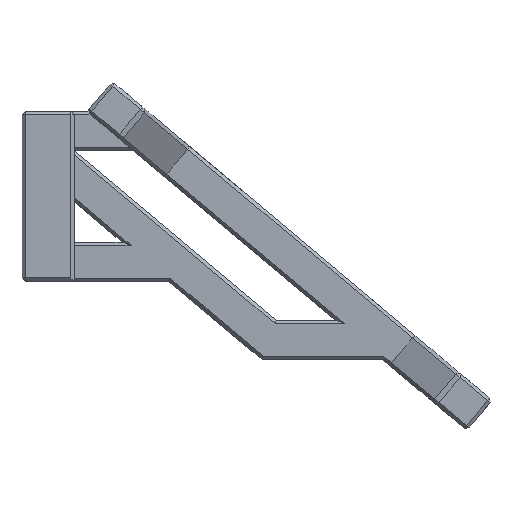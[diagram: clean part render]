
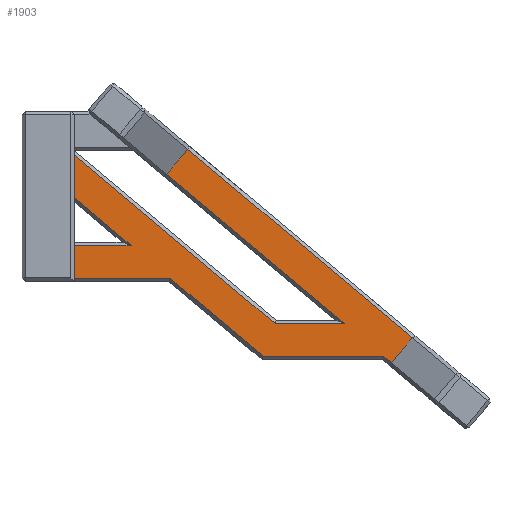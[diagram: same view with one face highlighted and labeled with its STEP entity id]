
A CAD part, top view. The second image highlights one B-rep face of the part: STEP entity #1903.
In plain terms, the highlighted planar face has unit normal (0, 0, 1).
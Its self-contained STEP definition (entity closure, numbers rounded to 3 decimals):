
#94=FACE_OUTER_BOUND('',#223,.T.);
#223=EDGE_LOOP('',(#1365,#1366,#1367,#1368,#1369,#1370,#1371,#1372,#1373,
#1374,#1375,#1376,#1377,#1378));
#394=LINE('',#2869,#637);
#402=LINE('',#2885,#645);
#407=LINE('',#2895,#650);
#410=LINE('',#2899,#653);
#411=LINE('',#2902,#654);
#412=LINE('',#2904,#655);
#413=LINE('',#2906,#656);
#414=LINE('',#2908,#657);
#415=LINE('',#2910,#658);
#416=LINE('',#2912,#659);
#417=LINE('',#2914,#660);
#418=LINE('',#2916,#661);
#419=LINE('',#2918,#662);
#420=LINE('',#2919,#663);
#637=VECTOR('',#2294,10.);
#645=VECTOR('',#2302,10.);
#650=VECTOR('',#2311,10.);
#653=VECTOR('',#2316,10.);
#654=VECTOR('',#2319,10.);
#655=VECTOR('',#2320,10.);
#656=VECTOR('',#2321,10.);
#657=VECTOR('',#2322,10.);
#658=VECTOR('',#2323,10.);
#659=VECTOR('',#2324,10.);
#660=VECTOR('',#2325,10.);
#661=VECTOR('',#2326,10.);
#662=VECTOR('',#2327,10.);
#663=VECTOR('',#2328,10.);
#871=VERTEX_POINT('',#2866);
#872=VERTEX_POINT('',#2868);
#879=VERTEX_POINT('',#2882);
#880=VERTEX_POINT('',#2884);
#883=VERTEX_POINT('',#2894);
#884=VERTEX_POINT('',#2901);
#885=VERTEX_POINT('',#2903);
#886=VERTEX_POINT('',#2905);
#887=VERTEX_POINT('',#2907);
#888=VERTEX_POINT('',#2909);
#889=VERTEX_POINT('',#2911);
#890=VERTEX_POINT('',#2913);
#891=VERTEX_POINT('',#2915);
#892=VERTEX_POINT('',#2917);
#1039=EDGE_CURVE('',#871,#872,#394,.T.);
#1047=EDGE_CURVE('',#879,#880,#402,.T.);
#1052=EDGE_CURVE('',#883,#871,#407,.T.);
#1055=EDGE_CURVE('',#880,#883,#410,.T.);
#1056=EDGE_CURVE('',#884,#879,#411,.T.);
#1057=EDGE_CURVE('',#885,#884,#412,.T.);
#1058=EDGE_CURVE('',#886,#885,#413,.T.);
#1059=EDGE_CURVE('',#887,#886,#414,.T.);
#1060=EDGE_CURVE('',#888,#887,#415,.T.);
#1061=EDGE_CURVE('',#889,#888,#416,.T.);
#1062=EDGE_CURVE('',#890,#889,#417,.T.);
#1063=EDGE_CURVE('',#891,#890,#418,.T.);
#1064=EDGE_CURVE('',#892,#891,#419,.T.);
#1065=EDGE_CURVE('',#872,#892,#420,.T.);
#1365=ORIENTED_EDGE('',*,*,#1052,.F.);
#1366=ORIENTED_EDGE('',*,*,#1055,.F.);
#1367=ORIENTED_EDGE('',*,*,#1047,.F.);
#1368=ORIENTED_EDGE('',*,*,#1056,.F.);
#1369=ORIENTED_EDGE('',*,*,#1057,.F.);
#1370=ORIENTED_EDGE('',*,*,#1058,.F.);
#1371=ORIENTED_EDGE('',*,*,#1059,.F.);
#1372=ORIENTED_EDGE('',*,*,#1060,.F.);
#1373=ORIENTED_EDGE('',*,*,#1061,.F.);
#1374=ORIENTED_EDGE('',*,*,#1062,.F.);
#1375=ORIENTED_EDGE('',*,*,#1063,.F.);
#1376=ORIENTED_EDGE('',*,*,#1064,.F.);
#1377=ORIENTED_EDGE('',*,*,#1065,.F.);
#1378=ORIENTED_EDGE('',*,*,#1039,.F.);
#1793=PLANE('',#2050);
#1903=ADVANCED_FACE('',(#94),#1793,.F.);
#2050=AXIS2_PLACEMENT_3D('',#2900,#2317,#2318);
#2294=DIRECTION('',(0.,1.,0.));
#2302=DIRECTION('',(0.,1.,0.));
#2311=DIRECTION('',(-0.766,0.643,0.));
#2316=DIRECTION('',(1.,0.,0.));
#2317=DIRECTION('center_axis',(0.,0.,-1.));
#2318=DIRECTION('ref_axis',(-1.,0.,0.));
#2319=DIRECTION('',(-1.,0.,0.));
#2320=DIRECTION('',(-0.766,0.643,0.));
#2321=DIRECTION('',(-1.,0.,0.));
#2322=DIRECTION('',(-0.766,0.643,0.));
#2323=DIRECTION('',(-0.643,-0.766,0.));
#2324=DIRECTION('',(0.766,-0.643,0.));
#2325=DIRECTION('',(0.643,0.766,0.));
#2326=DIRECTION('',(-0.766,0.643,0.));
#2327=DIRECTION('',(1.,0.,0.));
#2328=DIRECTION('',(0.766,-0.643,0.));
#2866=CARTESIAN_POINT('',(8.,12.82,6.));
#2868=CARTESIAN_POINT('',(8.,19.347,6.));
#2869=CARTESIAN_POINT('',(8.,20.,6.));
#2882=CARTESIAN_POINT('',(8.,0.5,6.));
#2884=CARTESIAN_POINT('',(8.,5.5,6.));
#2885=CARTESIAN_POINT('',(8.,20.,6.));
#2894=CARTESIAN_POINT('',(16.724,5.5,6.));
#2895=CARTESIAN_POINT('',(18.59,3.934,6.));
#2899=CARTESIAN_POINT('',(25.694,5.5,6.));
#2900=CARTESIAN_POINT('Origin',(36.038,3.872,6.));
#2901=CARTESIAN_POINT('',(22.683,0.5,6.));
#2902=CARTESIAN_POINT('',(18.019,0.5,6.));
#2903=CARTESIAN_POINT('',(36.984,-11.5,6.));
#2904=CARTESIAN_POINT('',(25.841,-2.15,6.));
#2905=CARTESIAN_POINT('',(55.469,-11.5,6.));
#2906=CARTESIAN_POINT('',(36.42,-11.5,6.));
#2907=CARTESIAN_POINT('',(56.667,-12.506,6.));
#2908=CARTESIAN_POINT('',(46.052,-3.599,6.));
#2909=CARTESIAN_POINT('',(59.881,-8.675,6.));
#2910=CARTESIAN_POINT('',(56.346,-12.889,6.));
#2911=CARTESIAN_POINT('',(25.409,20.25,6.));
#2912=CARTESIAN_POINT('',(55.733,-5.195,6.));
#2913=CARTESIAN_POINT('',(22.195,16.42,6.));
#2914=CARTESIAN_POINT('',(21.874,16.037,6.));
#2915=CARTESIAN_POINT('',(49.51,-6.5,6.));
#2916=CARTESIAN_POINT('',(26.984,12.401,6.));
#2917=CARTESIAN_POINT('',(38.804,-6.5,6.));
#2918=CARTESIAN_POINT('',(42.087,-6.5,6.));
#2919=CARTESIAN_POINT('',(35.369,-3.618,6.));
